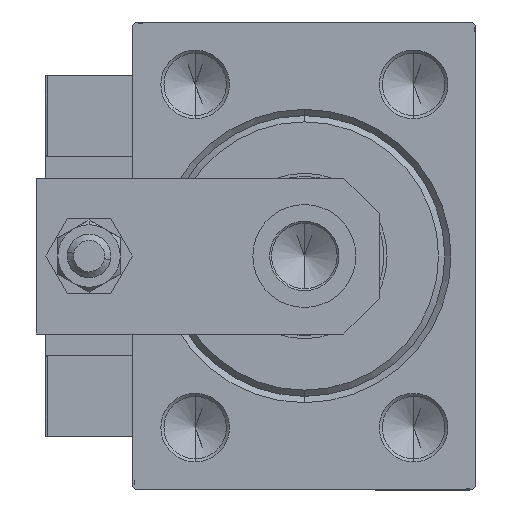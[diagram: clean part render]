
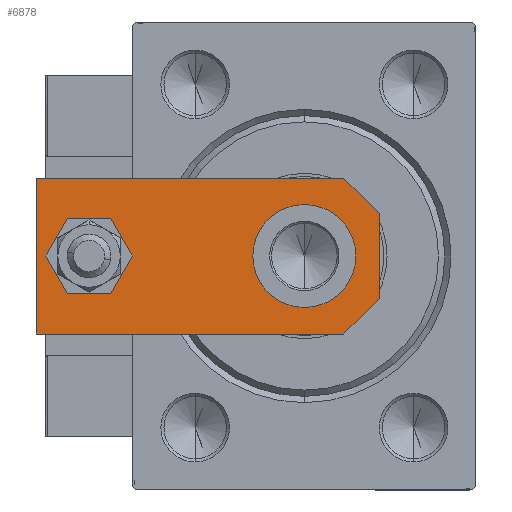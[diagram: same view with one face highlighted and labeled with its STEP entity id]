
A CAD part, left-side view. The second image highlights one B-rep face of the part: STEP entity #6878.
In plain terms, the highlighted face is planar.
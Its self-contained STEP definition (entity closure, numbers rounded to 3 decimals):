
#556 = VERTEX_POINT ( 'NONE', #13798 ) ;
#1290 = DIRECTION ( 'NONE',  ( 1., 0., 0. ) ) ;
#2182 = DIRECTION ( 'NONE',  ( 1., 0., 0. ) ) ;
#2320 = DIRECTION ( 'NONE',  ( 0., 0., 1. ) ) ;
#2324 = DIRECTION ( 'NONE',  ( 0., 0., 1. ) ) ;
#2647 = DIRECTION ( 'NONE',  ( 0., 1., 0. ) ) ;
#2652 = ORIENTED_EDGE ( 'NONE', *, *, #49557, .T. ) ;
#2975 = DIRECTION ( 'NONE',  ( 0.707, -0.707, 0. ) ) ;
#3415 = VECTOR ( 'NONE', #40752, 1000. ) ;
#3510 = DIRECTION ( 'NONE',  ( 1., 0., 0. ) ) ;
#4303 = EDGE_CURVE ( 'NONE', #556, #33778, #31212, .T. ) ;
#4436 = VERTEX_POINT ( 'NONE', #48987 ) ;
#4593 = CARTESIAN_POINT ( 'NONE',  ( 6.84, 0., 6. ) ) ;
#4748 = ORIENTED_EDGE ( 'NONE', *, *, #30036, .T. ) ;
#6143 = EDGE_LOOP ( 'NONE', ( #4748, #2652, #17809, #6626, #40230, #41933 ) ) ;
#6461 = CARTESIAN_POINT ( 'NONE',  ( -12.5, 5.66, 6. ) ) ;
#6626 = ORIENTED_EDGE ( 'NONE', *, *, #12230, .T. ) ;
#6878 = ADVANCED_FACE ( 'NONE', ( #21201, #44818, #33648 ), #37794, .T. ) ;
#7416 = CARTESIAN_POINT ( 'NONE',  ( 0., 46.5, 6. ) ) ;
#9224 = CARTESIAN_POINT ( 'NONE',  ( -12.5, 55., 6. ) ) ;
#9340 = CIRCLE ( 'NONE', #50008, 4. ) ;
#9380 = DIRECTION ( 'NONE',  ( 0.707, 0.707, 0. ) ) ;
#9459 = VERTEX_POINT ( 'NONE', #14828 ) ;
#9920 = CARTESIAN_POINT ( 'NONE',  ( 12.5, 5.66, 6. ) ) ;
#10205 = CARTESIAN_POINT ( 'NONE',  ( 4., 46.5, 6. ) ) ;
#11103 = EDGE_LOOP ( 'NONE', ( #44256, #32334 ) ) ;
#11557 = ORIENTED_EDGE ( 'NONE', *, *, #37042, .F. ) ;
#12230 = EDGE_CURVE ( 'NONE', #36862, #36615, #29153, .T. ) ;
#13002 = DIRECTION ( 'NONE',  ( 0., 0., 1. ) ) ;
#13798 = CARTESIAN_POINT ( 'NONE',  ( -4., 46.5, 6. ) ) ;
#13856 = CARTESIAN_POINT ( 'NONE',  ( -6.84, 0., 6. ) ) ;
#14141 = CARTESIAN_POINT ( 'NONE',  ( 0., 0., 6. ) ) ;
#14280 = DIRECTION ( 'NONE',  ( 1., 0., 0. ) ) ;
#14828 = CARTESIAN_POINT ( 'NONE',  ( -8.25, 12., 6. ) ) ;
#16235 = AXIS2_PLACEMENT_3D ( 'NONE', #14141, #25600, #2182 ) ;
#17669 = LINE ( 'NONE', #49360, #28582 ) ;
#17809 = ORIENTED_EDGE ( 'NONE', *, *, #40284, .T. ) ;
#17941 = CARTESIAN_POINT ( 'NONE',  ( 0., 12., 6. ) ) ;
#19149 = VERTEX_POINT ( 'NONE', #9224 ) ;
#19306 = LINE ( 'NONE', #23215, #26181 ) ;
#19427 = LINE ( 'NONE', #22120, #32393 ) ;
#19952 = EDGE_CURVE ( 'NONE', #51315, #19149, #19427, .T. ) ;
#19987 = EDGE_CURVE ( 'NONE', #9459, #4436, #30708, .T. ) ;
#21201 = FACE_BOUND ( 'NONE', #37293, .T. ) ;
#22120 = CARTESIAN_POINT ( 'NONE',  ( 12.5, 55., 6. ) ) ;
#23215 = CARTESIAN_POINT ( 'NONE',  ( 12.5, 0., 6. ) ) ;
#24612 = VECTOR ( 'NONE', #2975, 1000. ) ;
#24667 = CARTESIAN_POINT ( 'NONE',  ( -12.5, 55., 6. ) ) ;
#24959 = DIRECTION ( 'NONE',  ( 1., 0., 0. ) ) ;
#25600 = DIRECTION ( 'NONE',  ( 0., 0., 1. ) ) ;
#25689 = LINE ( 'NONE', #24667, #3415 ) ;
#26181 = VECTOR ( 'NONE', #2647, 1000. ) ;
#28582 = VECTOR ( 'NONE', #35071, 1000. ) ;
#28920 = CARTESIAN_POINT ( 'NONE',  ( 12.5, 55., 6. ) ) ;
#29153 = LINE ( 'NONE', #44986, #50482 ) ;
#30036 = EDGE_CURVE ( 'NONE', #19149, #34896, #25689, .T. ) ;
#30393 = AXIS2_PLACEMENT_3D ( 'NONE', #36912, #2324, #1290 ) ;
#30708 = CIRCLE ( 'NONE', #39023, 8.25 ) ;
#31212 = CIRCLE ( 'NONE', #30393, 4. ) ;
#31328 = DIRECTION ( 'NONE',  ( 0., 0., 1. ) ) ;
#32334 = ORIENTED_EDGE ( 'NONE', *, *, #44978, .F. ) ;
#32393 = VECTOR ( 'NONE', #49882, 1000. ) ;
#33648 = FACE_BOUND ( 'NONE', #11103, .T. ) ;
#33778 = VERTEX_POINT ( 'NONE', #10205 ) ;
#34190 = CARTESIAN_POINT ( 'NONE',  ( -3.42, -3.42, 6. ) ) ;
#34896 = VERTEX_POINT ( 'NONE', #6461 ) ;
#35071 = DIRECTION ( 'NONE',  ( 1., 0., 0. ) ) ;
#36615 = VERTEX_POINT ( 'NONE', #9920 ) ;
#36862 = VERTEX_POINT ( 'NONE', #4593 ) ;
#36912 = CARTESIAN_POINT ( 'NONE',  ( 0., 46.5, 6. ) ) ;
#37042 = EDGE_CURVE ( 'NONE', #33778, #556, #9340, .T. ) ;
#37293 = EDGE_LOOP ( 'NONE', ( #37460, #11557 ) ) ;
#37460 = ORIENTED_EDGE ( 'NONE', *, *, #4303, .F. ) ;
#37794 = PLANE ( 'NONE',  #16235 ) ;
#39023 = AXIS2_PLACEMENT_3D ( 'NONE', #17941, #2320, #14280 ) ;
#39516 = CIRCLE ( 'NONE', #48618, 8.25 ) ;
#40230 = ORIENTED_EDGE ( 'NONE', *, *, #42482, .T. ) ;
#40284 = EDGE_CURVE ( 'NONE', #50760, #36862, #17669, .T. ) ;
#40752 = DIRECTION ( 'NONE',  ( 0., -1., 0. ) ) ;
#41933 = ORIENTED_EDGE ( 'NONE', *, *, #19952, .T. ) ;
#42482 = EDGE_CURVE ( 'NONE', #36615, #51315, #19306, .T. ) ;
#44256 = ORIENTED_EDGE ( 'NONE', *, *, #19987, .F. ) ;
#44818 = FACE_OUTER_BOUND ( 'NONE', #6143, .T. ) ;
#44978 = EDGE_CURVE ( 'NONE', #4436, #9459, #39516, .T. ) ;
#44986 = CARTESIAN_POINT ( 'NONE',  ( 3.42, -3.42, 6. ) ) ;
#46382 = LINE ( 'NONE', #34190, #24612 ) ;
#48591 = CARTESIAN_POINT ( 'NONE',  ( 0., 12., 6. ) ) ;
#48618 = AXIS2_PLACEMENT_3D ( 'NONE', #48591, #13002, #24959 ) ;
#48987 = CARTESIAN_POINT ( 'NONE',  ( 8.25, 12., 6. ) ) ;
#49360 = CARTESIAN_POINT ( 'NONE',  ( -12.5, 0., 6. ) ) ;
#49557 = EDGE_CURVE ( 'NONE', #34896, #50760, #46382, .T. ) ;
#49882 = DIRECTION ( 'NONE',  ( -1., 0., 0. ) ) ;
#50008 = AXIS2_PLACEMENT_3D ( 'NONE', #7416, #31328, #3510 ) ;
#50482 = VECTOR ( 'NONE', #9380, 1000. ) ;
#50760 = VERTEX_POINT ( 'NONE', #13856 ) ;
#51315 = VERTEX_POINT ( 'NONE', #28920 ) ;
